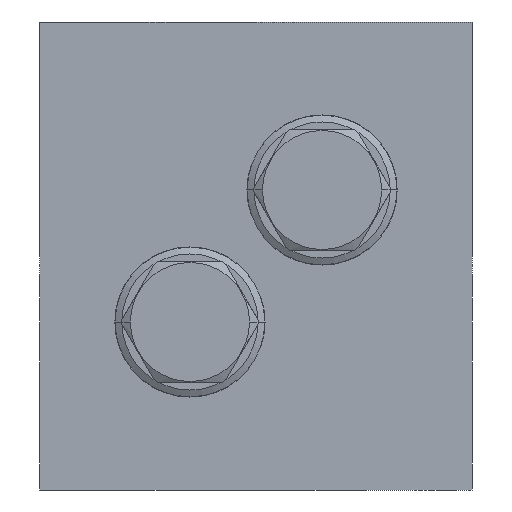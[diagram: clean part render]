
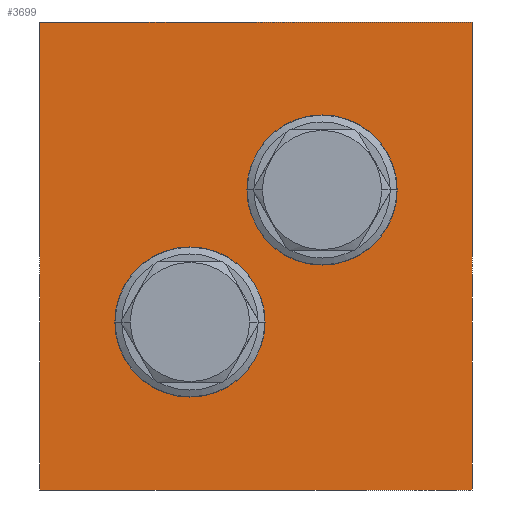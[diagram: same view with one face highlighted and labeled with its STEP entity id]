
A CAD part, left-side view. The second image highlights one B-rep face of the part: STEP entity #3699.
In plain terms, the highlighted planar face has unit normal (-1, 0, 0).
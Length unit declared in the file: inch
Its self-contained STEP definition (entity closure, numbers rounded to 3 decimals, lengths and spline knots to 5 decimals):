
#41=DIRECTION('',(0.,-1.,0.));
#42=VECTOR('',#41,4.5);
#43=CARTESIAN_POINT('',(0.,0.,0.));
#44=LINE('',#43,#42);
#89=DIRECTION('',(0.,0.,1.));
#90=VECTOR('',#89,4.875);
#91=CARTESIAN_POINT('',(0.,-4.5,0.));
#92=LINE('',#91,#90);
#93=DIRECTION('',(0.,0.,1.));
#94=VECTOR('',#93,4.875);
#95=CARTESIAN_POINT('',(0.,0.,0.));
#96=LINE('',#95,#94);
#97=CARTESIAN_POINT('',(0.,-2.938,3.125));
#98=DIRECTION('',(1.,0.,0.));
#99=DIRECTION('',(0.,0.,-1.));
#100=AXIS2_PLACEMENT_3D('',#97,#98,#99);
#102=CARTESIAN_POINT('',(0.,-2.938,3.125));
#103=DIRECTION('',(1.,0.,0.));
#104=DIRECTION('',(0.,0.,1.));
#105=AXIS2_PLACEMENT_3D('',#102,#103,#104);
#107=CARTESIAN_POINT('',(0.,-1.562,1.75));
#108=DIRECTION('',(1.,0.,0.));
#109=DIRECTION('',(0.,0.,-1.));
#110=AXIS2_PLACEMENT_3D('',#107,#108,#109);
#112=CARTESIAN_POINT('',(0.,-1.562,1.75));
#113=DIRECTION('',(1.,0.,0.));
#114=DIRECTION('',(0.,0.,1.));
#115=AXIS2_PLACEMENT_3D('',#112,#113,#114);
#1720=DIRECTION('',(0.,-1.,0.));
#1721=VECTOR('',#1720,4.5);
#1722=CARTESIAN_POINT('',(0.,0.,4.875));
#1723=LINE('',#1722,#1721);
#3129=CARTESIAN_POINT('',(0.,0.,0.));
#3130=CARTESIAN_POINT('',(0.,-4.5,0.));
#3131=VERTEX_POINT('',#3129);
#3132=VERTEX_POINT('',#3130);
#3137=CARTESIAN_POINT('',(0.,0.,4.875));
#3138=CARTESIAN_POINT('',(0.,-4.5,4.875));
#3139=VERTEX_POINT('',#3137);
#3140=VERTEX_POINT('',#3138);
#3346=CARTESIAN_POINT('',(0.,-2.938,3.907));
#3347=VERTEX_POINT('',#3346);
#3352=CARTESIAN_POINT('',(0.,-2.938,2.343));
#3353=VERTEX_POINT('',#3352);
#3400=CARTESIAN_POINT('',(0.,-1.562,2.532));
#3401=VERTEX_POINT('',#3400);
#3406=CARTESIAN_POINT('',(0.,-1.562,0.968));
#3407=VERTEX_POINT('',#3406);
#3674=CARTESIAN_POINT('',(0.,0.,0.));
#3675=DIRECTION('',(-1.,0.,0.));
#3676=DIRECTION('',(0.,-1.,0.));
#3677=AXIS2_PLACEMENT_3D('',#3674,#3675,#3676);
#3678=PLANE('',#3677);
#3679=ORIENTED_EDGE('',*,*,#3614,.F.);
#3681=ORIENTED_EDGE('',*,*,#3680,.T.);
#3683=ORIENTED_EDGE('',*,*,#3682,.T.);
#3684=ORIENTED_EDGE('',*,*,#3660,.F.);
#3685=EDGE_LOOP('',(#3679,#3681,#3683,#3684));
#3686=FACE_OUTER_BOUND('',#3685,.F.);
#3688=ORIENTED_EDGE('',*,*,#3687,.F.);
#3690=ORIENTED_EDGE('',*,*,#3689,.F.);
#3691=EDGE_LOOP('',(#3688,#3690));
#3692=FACE_BOUND('',#3691,.F.);
#3694=ORIENTED_EDGE('',*,*,#3693,.F.);
#3696=ORIENTED_EDGE('',*,*,#3695,.F.);
#3697=EDGE_LOOP('',(#3694,#3696));
#3698=FACE_BOUND('',#3697,.F.);
#3699=ADVANCED_FACE('',(#3686,#3692,#3698),#3678,.T.);
#101=CIRCLE('',#100,0.782);
#106=CIRCLE('',#105,0.782);
#111=CIRCLE('',#110,0.782);
#116=CIRCLE('',#115,0.782);
#3614=EDGE_CURVE('',#3131,#3132,#44,.T.);
#3660=EDGE_CURVE('',#3132,#3140,#92,.T.);
#3680=EDGE_CURVE('',#3131,#3139,#96,.T.);
#3682=EDGE_CURVE('',#3139,#3140,#1723,.T.);
#3687=EDGE_CURVE('',#3353,#3347,#101,.T.);
#3689=EDGE_CURVE('',#3347,#3353,#106,.T.);
#3693=EDGE_CURVE('',#3407,#3401,#111,.T.);
#3695=EDGE_CURVE('',#3401,#3407,#116,.T.);
